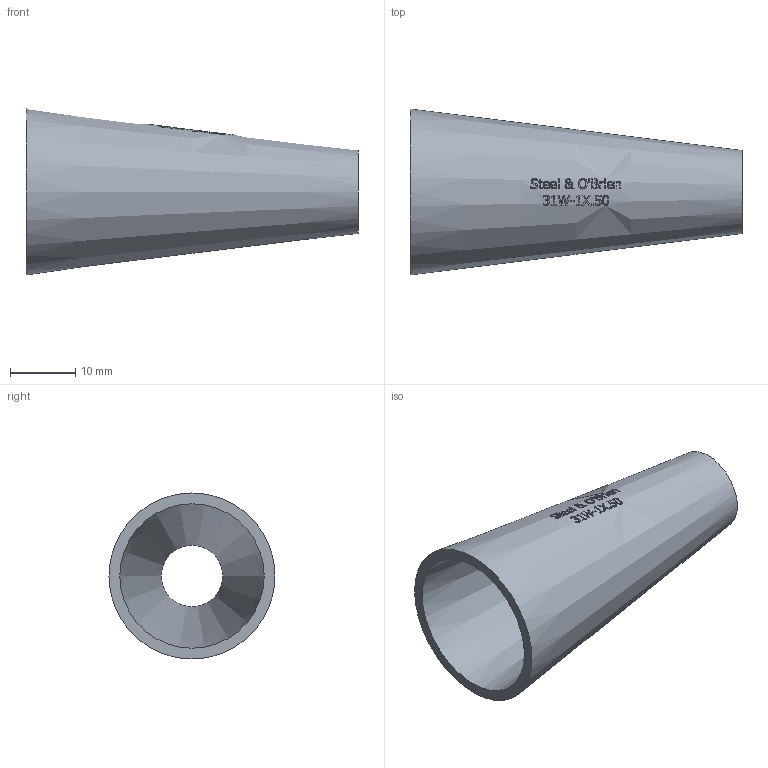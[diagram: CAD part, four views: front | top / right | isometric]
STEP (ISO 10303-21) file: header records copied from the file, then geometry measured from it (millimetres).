
FILE_DESCRIPTION(/* description */ (''),/* implementation_level */ '2;1');
FILE_NAME(/* name */ '31W-1X.50.stp',/* time_stamp */ '2019-07-30T14:21:20-04:00',/* author */ ('rick'),/* organization */ (''),/* preprocessor_version */ 'ST-DEVELOPER v15.2',/* originating_system */ 'Autodesk Inventor 2014',/* authorisation */ '');
FILE_SCHEMA (('AUTOMOTIVE_DESIGN { 1 0 10303 214 3 1 1 }'));
Length unit declared in the file: inch
Products named in the file (1): 31W-1X.50
Bounding box: 50.8 x 25.4 x 25.4 mm (x, y, z)
Volume: 4582.9 mm3; surface area: 5794.2 mm2
Topology: 1 solids, 1 shells, 349 faces, 945 edges, 630 vertices
Faces by surface type: bspline 165, plane 150, cone 34
Entity records: 14040 total; most frequent: CARTESIAN_POINT 6176, ORIENTED_EDGE 1886, DIRECTION 1142, EDGE_CURVE 943, VERTEX_POINT 630, LINE 448, VECTOR 448, EDGE_LOOP 385
